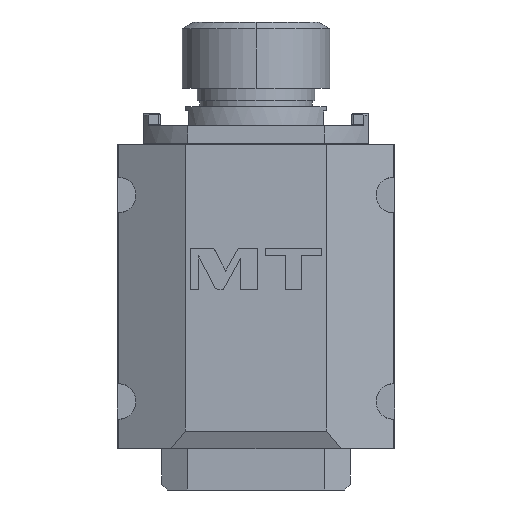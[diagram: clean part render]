
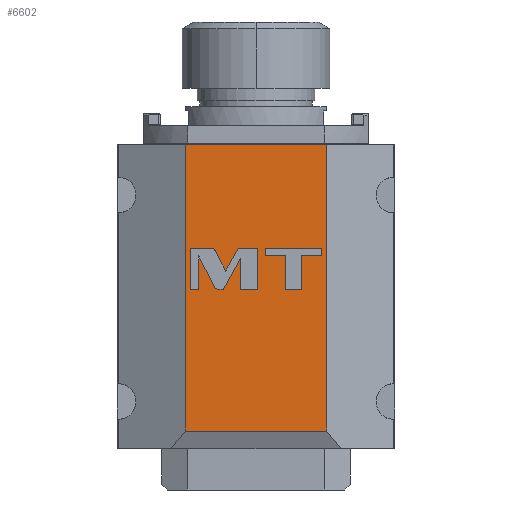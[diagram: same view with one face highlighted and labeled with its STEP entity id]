
A CAD part, left-side view. The second image highlights one B-rep face of the part: STEP entity #6602.
In plain terms, the highlighted planar face has unit normal (-1, 0, 0).
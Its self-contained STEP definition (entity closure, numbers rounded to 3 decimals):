
#1465=DIRECTION('',(0.,1.,0.));
#1466=VECTOR('',#1465,48.);
#1467=CARTESIAN_POINT('',(-110.,-24.,-45.));
#1468=LINE('',#1467,#1466);
#1469=DIRECTION('',(0.,0.,1.));
#1470=VECTOR('',#1469,97.2);
#1471=CARTESIAN_POINT('',(-110.,24.,-45.));
#1472=LINE('',#1471,#1470);
#1473=DIRECTION('',(0.,-1.,0.));
#1474=VECTOR('',#1473,48.);
#1475=CARTESIAN_POINT('',(-110.,24.,52.2));
#1476=LINE('',#1475,#1474);
#1477=DIRECTION('',(0.,0.,1.));
#1478=VECTOR('',#1477,97.2);
#1479=CARTESIAN_POINT('',(-110.,-24.,-45.));
#1480=LINE('',#1479,#1478);
#1481=CARTESIAN_POINT('',(-110.,13.841,16.089));
#1482=CARTESIAN_POINT('',(-110.,14.131,16.651));
#1483=CARTESIAN_POINT('',(-110.,14.705,17.));
#1484=CARTESIAN_POINT('',(-110.,15.337,17.));
#1486=DIRECTION('',(0.,1.,0.));
#1487=VECTOR('',#1486,7.038);
#1488=CARTESIAN_POINT('',(-110.,15.337,17.));
#1489=LINE('',#1488,#1487);
#1490=DIRECTION('',(0.,0.,-1.));
#1491=VECTOR('',#1490,14.);
#1492=CARTESIAN_POINT('',(-110.,22.375,17.));
#1493=LINE('',#1492,#1491);
#1494=DIRECTION('',(0.,-1.,0.));
#1495=VECTOR('',#1494,2.912);
#1496=CARTESIAN_POINT('',(-110.,22.375,3.));
#1497=LINE('',#1496,#1495);
#1498=DIRECTION('',(0.,0.,1.));
#1499=VECTOR('',#1498,11.341);
#1500=CARTESIAN_POINT('',(-110.,19.463,3.));
#1501=LINE('',#1500,#1499);
#1502=DIRECTION('',(0.,-0.459,-0.888));
#1503=VECTOR('',#1502,11.742);
#1504=CARTESIAN_POINT('',(-110.,19.463,14.341));
#1505=LINE('',#1504,#1503);
#1506=CARTESIAN_POINT('',(-110.,14.07,3.911));
#1507=CARTESIAN_POINT('',(-110.,13.779,3.348));
#1508=CARTESIAN_POINT('',(-110.,13.204,3.));
#1509=CARTESIAN_POINT('',(-110.,12.57,3.));
#1511=DIRECTION('',(0.,-1.,0.));
#1512=VECTOR('',#1511,1.46);
#1513=CARTESIAN_POINT('',(-110.,12.57,3.));
#1514=LINE('',#1513,#1512);
#1515=DIRECTION('',(0.,-0.481,0.877));
#1516=VECTOR('',#1515,12.147);
#1517=CARTESIAN_POINT('',(-110.,11.11,3.));
#1518=LINE('',#1517,#1516);
#1519=DIRECTION('',(0.,0.,-1.));
#1520=VECTOR('',#1519,10.648);
#1521=CARTESIAN_POINT('',(-110.,5.265,13.648));
#1522=LINE('',#1521,#1520);
#1523=DIRECTION('',(0.,-1.,0.));
#1524=VECTOR('',#1523,5.891);
#1525=CARTESIAN_POINT('',(-110.,5.265,3.));
#1526=LINE('',#1525,#1524);
#1527=DIRECTION('',(0.,0.,1.));
#1528=VECTOR('',#1527,14.);
#1529=CARTESIAN_POINT('',(-110.,-0.626,3.));
#1530=LINE('',#1529,#1528);
#1531=DIRECTION('',(0.,1.,0.));
#1532=VECTOR('',#1531,6.642);
#1533=CARTESIAN_POINT('',(-110.,-0.626,17.));
#1534=LINE('',#1533,#1532);
#1535=DIRECTION('',(0.,0.481,-0.877));
#1536=VECTOR('',#1535,8.878);
#1537=CARTESIAN_POINT('',(-110.,6.016,17.));
#1538=LINE('',#1537,#1536);
#1539=DIRECTION('',(0.,0.459,0.888));
#1540=VECTOR('',#1539,7.735);
#1541=CARTESIAN_POINT('',(-110.,10.288,9.218));
#1542=LINE('',#1541,#1540);
#1543=DIRECTION('',(0.,0.,-1.));
#1544=VECTOR('',#1543,11.616);
#1545=CARTESIAN_POINT('',(-110.,-10.041,14.616));
#1546=LINE('',#1545,#1544);
#1547=DIRECTION('',(0.,-1.,0.));
#1548=VECTOR('',#1547,5.546);
#1549=CARTESIAN_POINT('',(-110.,-10.041,3.));
#1550=LINE('',#1549,#1548);
#1551=DIRECTION('',(0.,0.,1.));
#1552=VECTOR('',#1551,11.616);
#1553=CARTESIAN_POINT('',(-110.,-15.587,3.));
#1554=LINE('',#1553,#1552);
#1555=DIRECTION('',(0.,-1.,0.));
#1556=VECTOR('',#1555,6.787);
#1557=CARTESIAN_POINT('',(-110.,-15.587,14.616));
#1558=LINE('',#1557,#1556);
#1559=DIRECTION('',(0.,0.,1.));
#1560=VECTOR('',#1559,2.384);
#1561=CARTESIAN_POINT('',(-110.,-22.374,14.616));
#1562=LINE('',#1561,#1560);
#1563=DIRECTION('',(0.,1.,0.));
#1564=VECTOR('',#1563,19.12);
#1565=CARTESIAN_POINT('',(-110.,-22.374,17.));
#1566=LINE('',#1565,#1564);
#1567=DIRECTION('',(0.,0.,-1.));
#1568=VECTOR('',#1567,2.384);
#1569=CARTESIAN_POINT('',(-110.,-3.254,17.));
#1570=LINE('',#1569,#1568);
#1571=DIRECTION('',(0.,-1.,0.));
#1572=VECTOR('',#1571,6.787);
#1573=CARTESIAN_POINT('',(-110.,-3.254,14.616));
#1574=LINE('',#1573,#1572);
#4172=CARTESIAN_POINT('',(-110.,24.,52.2));
#4174=VERTEX_POINT('',#4172);
#4176=CARTESIAN_POINT('',(-110.,-24.,52.2));
#4178=VERTEX_POINT('',#4176);
#4223=CARTESIAN_POINT('',(-110.,-24.,-45.));
#4224=CARTESIAN_POINT('',(-110.,24.,-45.));
#4225=VERTEX_POINT('',#4223);
#4226=VERTEX_POINT('',#4224);
#4983=CARTESIAN_POINT('',(-110.,13.841,16.089));
#4984=VERTEX_POINT('',#4983);
#4985=CARTESIAN_POINT('',(-110.,15.337,17.));
#4986=VERTEX_POINT('',#4985);
#4987=CARTESIAN_POINT('',(-110.,22.375,17.));
#4988=VERTEX_POINT('',#4987);
#4989=CARTESIAN_POINT('',(-110.,22.375,3.));
#4990=VERTEX_POINT('',#4989);
#4991=CARTESIAN_POINT('',(-110.,19.463,3.));
#4992=VERTEX_POINT('',#4991);
#4993=CARTESIAN_POINT('',(-110.,19.463,14.341));
#4994=VERTEX_POINT('',#4993);
#4995=CARTESIAN_POINT('',(-110.,14.07,3.911));
#4996=VERTEX_POINT('',#4995);
#4997=CARTESIAN_POINT('',(-110.,12.57,3.));
#4998=VERTEX_POINT('',#4997);
#4999=CARTESIAN_POINT('',(-110.,11.11,3.));
#5000=VERTEX_POINT('',#4999);
#5001=CARTESIAN_POINT('',(-110.,5.265,13.648));
#5002=VERTEX_POINT('',#5001);
#5003=CARTESIAN_POINT('',(-110.,5.265,3.));
#5004=VERTEX_POINT('',#5003);
#5005=CARTESIAN_POINT('',(-110.,-0.626,3.));
#5006=VERTEX_POINT('',#5005);
#5007=CARTESIAN_POINT('',(-110.,-0.626,17.));
#5008=VERTEX_POINT('',#5007);
#5009=CARTESIAN_POINT('',(-110.,6.016,17.));
#5010=VERTEX_POINT('',#5009);
#5011=CARTESIAN_POINT('',(-110.,10.288,9.218));
#5012=VERTEX_POINT('',#5011);
#5013=CARTESIAN_POINT('',(-110.,-10.041,14.616));
#5014=VERTEX_POINT('',#5013);
#5015=CARTESIAN_POINT('',(-110.,-10.041,3.));
#5016=VERTEX_POINT('',#5015);
#5017=CARTESIAN_POINT('',(-110.,-15.587,3.));
#5018=VERTEX_POINT('',#5017);
#5019=CARTESIAN_POINT('',(-110.,-15.587,14.616));
#5020=VERTEX_POINT('',#5019);
#5021=CARTESIAN_POINT('',(-110.,-22.374,14.616));
#5022=VERTEX_POINT('',#5021);
#5023=CARTESIAN_POINT('',(-110.,-22.374,17.));
#5024=VERTEX_POINT('',#5023);
#5025=CARTESIAN_POINT('',(-110.,-3.254,17.));
#5026=VERTEX_POINT('',#5025);
#5027=CARTESIAN_POINT('',(-110.,-3.254,14.616));
#5028=VERTEX_POINT('',#5027);
#6539=CARTESIAN_POINT('',(-110.,0.,0.));
#6540=DIRECTION('',(1.,0.,0.));
#6541=DIRECTION('',(0.,1.,0.));
#6542=AXIS2_PLACEMENT_3D('',#6539,#6540,#6541);
#6543=PLANE('',#6542);
#6545=ORIENTED_EDGE('',*,*,#6544,.T.);
#6546=ORIENTED_EDGE('',*,*,#6400,.T.);
#6547=ORIENTED_EDGE('',*,*,#5910,.T.);
#6549=ORIENTED_EDGE('',*,*,#6548,.F.);
#6550=EDGE_LOOP('',(#6545,#6546,#6547,#6549));
#6551=FACE_OUTER_BOUND('',#6550,.F.);
#6553=ORIENTED_EDGE('',*,*,#6552,.T.);
#6555=ORIENTED_EDGE('',*,*,#6554,.T.);
#6557=ORIENTED_EDGE('',*,*,#6556,.T.);
#6559=ORIENTED_EDGE('',*,*,#6558,.T.);
#6561=ORIENTED_EDGE('',*,*,#6560,.T.);
#6563=ORIENTED_EDGE('',*,*,#6562,.T.);
#6565=ORIENTED_EDGE('',*,*,#6564,.T.);
#6567=ORIENTED_EDGE('',*,*,#6566,.T.);
#6569=ORIENTED_EDGE('',*,*,#6568,.T.);
#6571=ORIENTED_EDGE('',*,*,#6570,.T.);
#6573=ORIENTED_EDGE('',*,*,#6572,.T.);
#6575=ORIENTED_EDGE('',*,*,#6574,.T.);
#6577=ORIENTED_EDGE('',*,*,#6576,.T.);
#6579=ORIENTED_EDGE('',*,*,#6578,.T.);
#6581=ORIENTED_EDGE('',*,*,#6580,.T.);
#6582=EDGE_LOOP('',(#6553,#6555,#6557,#6559,#6561,#6563,#6565,#6567,#6569,#6571,
#6573,#6575,#6577,#6579,#6581));
#6583=FACE_BOUND('',#6582,.F.);
#6585=ORIENTED_EDGE('',*,*,#6584,.T.);
#6587=ORIENTED_EDGE('',*,*,#6586,.T.);
#6589=ORIENTED_EDGE('',*,*,#6588,.T.);
#6591=ORIENTED_EDGE('',*,*,#6590,.T.);
#6593=ORIENTED_EDGE('',*,*,#6592,.T.);
#6595=ORIENTED_EDGE('',*,*,#6594,.T.);
#6597=ORIENTED_EDGE('',*,*,#6596,.T.);
#6599=ORIENTED_EDGE('',*,*,#6598,.T.);
#6600=EDGE_LOOP('',(#6585,#6587,#6589,#6591,#6593,#6595,#6597,#6599));
#6601=FACE_BOUND('',#6600,.F.);
#6602=ADVANCED_FACE('',(#6551,#6583,#6601),#6543,.F.);
#1485=B_SPLINE_CURVE_WITH_KNOTS('',3,(#1481,#1482,#1483,#1484),.UNSPECIFIED.,
.F.,.F.,(4,4),(0.,1.),.UNSPECIFIED.);
#1510=B_SPLINE_CURVE_WITH_KNOTS('',3,(#1506,#1507,#1508,#1509),.UNSPECIFIED.,
.F.,.F.,(4,4),(0.,1.),.UNSPECIFIED.);
#5910=EDGE_CURVE('',#4174,#4178,#1476,.T.);
#6400=EDGE_CURVE('',#4226,#4174,#1472,.T.);
#6544=EDGE_CURVE('',#4225,#4226,#1468,.T.);
#6548=EDGE_CURVE('',#4225,#4178,#1480,.T.);
#6552=EDGE_CURVE('',#4984,#4986,#1485,.T.);
#6554=EDGE_CURVE('',#4986,#4988,#1489,.T.);
#6556=EDGE_CURVE('',#4988,#4990,#1493,.T.);
#6558=EDGE_CURVE('',#4990,#4992,#1497,.T.);
#6560=EDGE_CURVE('',#4992,#4994,#1501,.T.);
#6562=EDGE_CURVE('',#4994,#4996,#1505,.T.);
#6564=EDGE_CURVE('',#4996,#4998,#1510,.T.);
#6566=EDGE_CURVE('',#4998,#5000,#1514,.T.);
#6568=EDGE_CURVE('',#5000,#5002,#1518,.T.);
#6570=EDGE_CURVE('',#5002,#5004,#1522,.T.);
#6572=EDGE_CURVE('',#5004,#5006,#1526,.T.);
#6574=EDGE_CURVE('',#5006,#5008,#1530,.T.);
#6576=EDGE_CURVE('',#5008,#5010,#1534,.T.);
#6578=EDGE_CURVE('',#5010,#5012,#1538,.T.);
#6580=EDGE_CURVE('',#5012,#4984,#1542,.T.);
#6584=EDGE_CURVE('',#5014,#5016,#1546,.T.);
#6586=EDGE_CURVE('',#5016,#5018,#1550,.T.);
#6588=EDGE_CURVE('',#5018,#5020,#1554,.T.);
#6590=EDGE_CURVE('',#5020,#5022,#1558,.T.);
#6592=EDGE_CURVE('',#5022,#5024,#1562,.T.);
#6594=EDGE_CURVE('',#5024,#5026,#1566,.T.);
#6596=EDGE_CURVE('',#5026,#5028,#1570,.T.);
#6598=EDGE_CURVE('',#5028,#5014,#1574,.T.);
